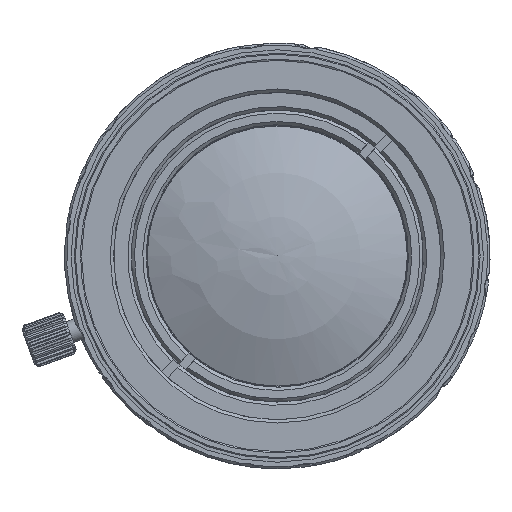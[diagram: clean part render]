
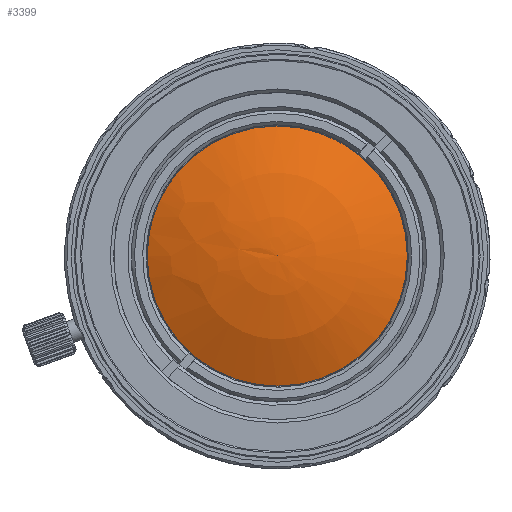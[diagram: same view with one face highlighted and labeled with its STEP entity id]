
A CAD part, left-side view. The second image highlights one B-rep face of the part: STEP entity #3399.
In plain terms, the highlighted face is a revolution surface.
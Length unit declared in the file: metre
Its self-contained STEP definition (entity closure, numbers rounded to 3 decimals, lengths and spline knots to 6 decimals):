
#3399=ADVANCED_FACE('21:25679',(#7012,#7013),#7014,.F.);
#7012=FACE_OUTER_BOUND('',#16107,.T.);
#7013=FACE_BOUND('',#16108,.T.);
#7014=SURFACE_OF_REVOLUTION('',#16109,#16110);
#16107=EDGE_LOOP('',(#26311));
#16108=VERTEX_LOOP('',#26312);
#16109=(B_SPLINE_CURVE(3,(#26314,#26315,#26316,#26317),.UNSPECIFIED.,.F.,.F.)B_SPLINE_CURVE_WITH_KNOTS((4,4),(0.0,1.0),.UNSPECIFIED.)RATIONAL_B_SPLINE_CURVE((1.0,0.333,0.333,1.0))BOUNDED_CURVE()REPRESENTATION_ITEM('')GEOMETRIC_REPRESENTATION_ITEM()CURVE());
#16110=AXIS1_PLACEMENT('',#26324,#26325);
#26311=ORIENTED_EDGE('',*,*,#31538,.T.);
#26312=VERTEX_POINT('',#31599);
#26314=CARTESIAN_POINT('',(0.014561,0.,0.));
#26315=CARTESIAN_POINT('',(0.014561,0.054988,0.009696));
#26316=CARTESIAN_POINT('',(-0.041275,0.054988,0.009696));
#26317=CARTESIAN_POINT('',(-0.041275,0.,0.));
#26324=CARTESIAN_POINT('',(-0.013357,0.0,0.0));
#26325=DIRECTION('',(1.0,-0.0,-0.0));
#31538=EDGE_CURVE('21:33314',#38374,#38374,#38375,.T.);
#31599=CARTESIAN_POINT('',(-0.041275,0.,0.));
#38374=VERTEX_POINT('',#55796);
#38375=CIRCLE('',#55797,0.0118);
#55796=CARTESIAN_POINT('',(-0.038659,0.0,0.0118));
#55797=AXIS2_PLACEMENT_3D('',#58818,#58819,#58820);
#58818=CARTESIAN_POINT('',(-0.038659,0.0,0.0));
#58819=DIRECTION('',(-1.0,0.0,0.0));
#58820=DIRECTION('',(0.0,0.0,1.0));
